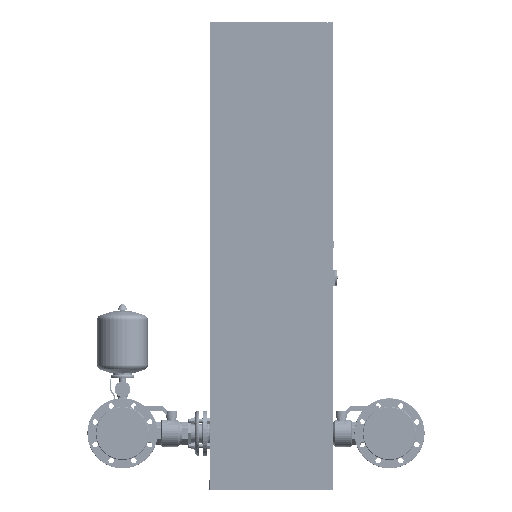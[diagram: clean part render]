
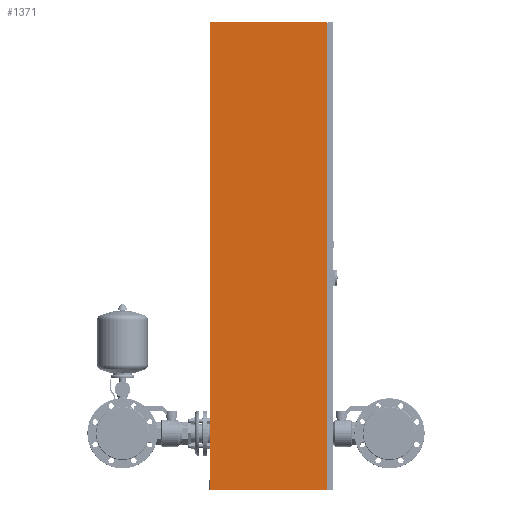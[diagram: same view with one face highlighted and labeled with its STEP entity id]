
A CAD part, left-side view. The second image highlights one B-rep face of the part: STEP entity #1371.
In plain terms, the highlighted planar face has unit normal (-1, 0, 0).
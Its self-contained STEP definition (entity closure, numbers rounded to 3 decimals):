
#1332=CARTESIAN_POINT('',(-1850.0,250.0,0.0));
#1333=DIRECTION('',(-1.0,0.0,0.0));
#1334=DIRECTION('',(0.0,-1.0,0.0));
#1335=AXIS2_PLACEMENT_3D('',#1332,#1333,#1334);
#1336=PLANE('',#1335);
#1337=CARTESIAN_POINT('',(-1850.0,-225.0,0.));
#1338=VERTEX_POINT('',#1337);
#1339=CARTESIAN_POINT('',(-1850.,-225.,1900.));
#1340=VERTEX_POINT('',#1339);
#1341=CARTESIAN_POINT('',(-1850.0,-225.0,0.));
#1342=DIRECTION('',(0.0,0.0,1.0));
#1343=VECTOR('',#1342,1900.);
#1344=LINE('',#1341,#1343);
#1345=EDGE_CURVE('',#1338,#1340,#1344,.T.);
#1346=ORIENTED_EDGE('',*,*,#1345,.T.);
#1347=CARTESIAN_POINT('',(-1850.,250.,1900.));
#1348=VERTEX_POINT('',#1347);
#1349=CARTESIAN_POINT('',(-1850.,250.,1900.));
#1350=DIRECTION('',(0.0,-1.0,0.0));
#1351=VECTOR('',#1350,475.0);
#1352=LINE('',#1349,#1351);
#1353=EDGE_CURVE('',#1348,#1340,#1352,.T.);
#1354=ORIENTED_EDGE('',*,*,#1353,.F.);
#1355=CARTESIAN_POINT('',(-1850.0,250.0,0.0));
#1356=VERTEX_POINT('',#1355);
#1357=CARTESIAN_POINT('',(-1850.,250.,1900.));
#1358=DIRECTION('',(0.0,0.0,-1.0));
#1359=VECTOR('',#1358,1900.);
#1360=LINE('',#1357,#1359);
#1361=EDGE_CURVE('',#1348,#1356,#1360,.T.);
#1362=ORIENTED_EDGE('',*,*,#1361,.T.);
#1363=CARTESIAN_POINT('',(-1850.0,250.0,0.0));
#1364=DIRECTION('',(0.0,-1.0,0.0));
#1365=VECTOR('',#1364,475.0);
#1366=LINE('',#1363,#1365);
#1367=EDGE_CURVE('',#1356,#1338,#1366,.T.);
#1368=ORIENTED_EDGE('',*,*,#1367,.T.);
#1369=EDGE_LOOP('',(#1346,#1354,#1362,#1368));
#1370=FACE_OUTER_BOUND('',#1369,.T.);
#1371=ADVANCED_FACE('',(#1370),#1336,.T.);
